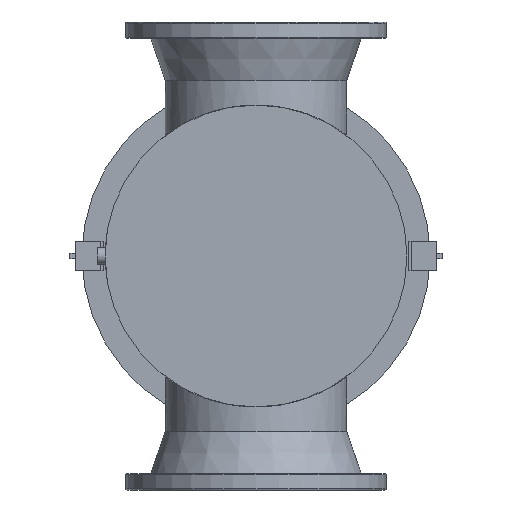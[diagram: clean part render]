
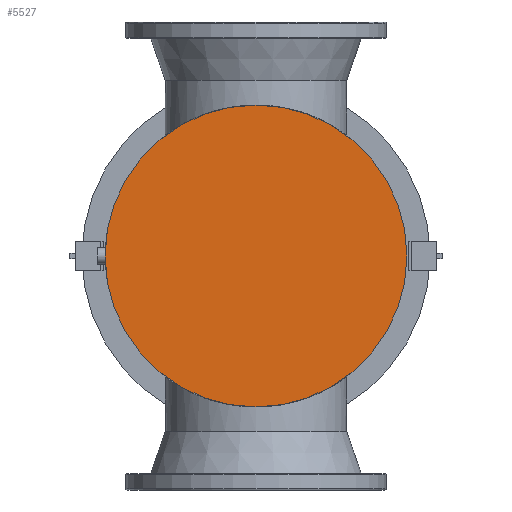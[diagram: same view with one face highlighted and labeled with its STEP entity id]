
A CAD part, front view. The second image highlights one B-rep face of the part: STEP entity #5527.
In plain terms, the highlighted planar face has unit normal (0, -1, 0).
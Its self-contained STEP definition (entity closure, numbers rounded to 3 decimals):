
#902 = AXIS2_PLACEMENT_3D ( 'NONE', #10139, #904, #4301 ) ;
#904 = DIRECTION ( 'NONE',  ( 0., -1., 0. ) ) ;
#1424 = EDGE_LOOP ( 'NONE', ( #3944, #3572 ) ) ;
#1821 = CARTESIAN_POINT ( 'NONE',  ( -52.046, -504.287, 13.392 ) ) ;
#1918 = DIRECTION ( 'NONE',  ( 0., 0., 1. ) ) ;
#2021 = CIRCLE ( 'NONE', #5330, 258. ) ;
#3572 = ORIENTED_EDGE ( 'NONE', *, *, #3862, .T. ) ;
#3651 = CARTESIAN_POINT ( 'NONE',  ( -52.046, -504.287, -244.608 ) ) ;
#3684 = DIRECTION ( 'NONE',  ( 0., 0., -1. ) ) ;
#3862 = EDGE_CURVE ( 'NONE', #9844, #9078, #8719, .T. ) ;
#3944 = ORIENTED_EDGE ( 'NONE', *, *, #6906, .T. ) ;
#4301 = DIRECTION ( 'NONE',  ( 0., 0., -1. ) ) ;
#5330 = AXIS2_PLACEMENT_3D ( 'NONE', #1821, #8444, #3684 ) ;
#5395 = FACE_OUTER_BOUND ( 'NONE', #1424, .T. ) ;
#5479 = AXIS2_PLACEMENT_3D ( 'NONE', #8544, #6930, #1918 ) ;
#5527 = ADVANCED_FACE ( 'NONE', ( #5395 ), #6207, .F. ) ;
#6207 = PLANE ( 'NONE',  #5479 ) ;
#6906 = EDGE_CURVE ( 'NONE', #9078, #9844, #2021, .T. ) ;
#6930 = DIRECTION ( 'NONE',  ( 0., 1., 0. ) ) ;
#7700 = CARTESIAN_POINT ( 'NONE',  ( -52.046, -504.287, 271.392 ) ) ;
#8444 = DIRECTION ( 'NONE',  ( 0., -1., 0. ) ) ;
#8544 = CARTESIAN_POINT ( 'NONE',  ( -52.046, -504.287, 13.392 ) ) ;
#8719 = CIRCLE ( 'NONE', #902, 258. ) ;
#9078 = VERTEX_POINT ( 'NONE', #3651 ) ;
#9844 = VERTEX_POINT ( 'NONE', #7700 ) ;
#10139 = CARTESIAN_POINT ( 'NONE',  ( -52.046, -504.287, 13.392 ) ) ;
